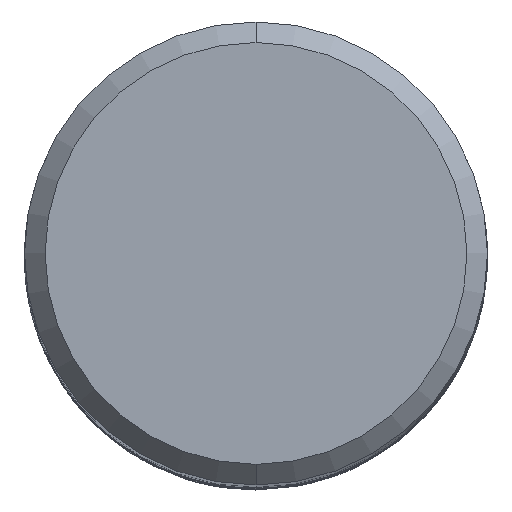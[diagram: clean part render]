
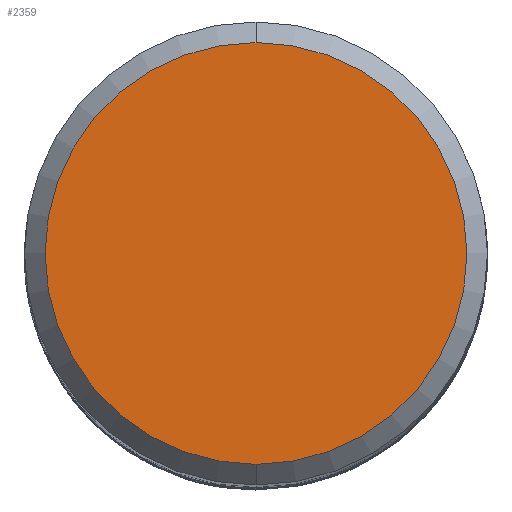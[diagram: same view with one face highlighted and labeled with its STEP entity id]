
A CAD part, top view. The second image highlights one B-rep face of the part: STEP entity #2359.
In plain terms, the highlighted planar face has unit normal (0, 0, 1).
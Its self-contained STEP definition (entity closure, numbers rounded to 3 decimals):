
#2359=ADVANCED_FACE('',(#5927),#5928,.T.);
#2573=VERTEX_POINT('',#6169);
#4233=VERTEX_POINT('',#7975);
#5051=EDGE_CURVE('',#2573,#4233,#8861,.T.);
#5127=EDGE_CURVE('',#4233,#2573,#8941,.T.);
#5927=FACE_OUTER_BOUND('',#15138,.T.);
#5928=PLANE('',#15139);
#6169=CARTESIAN_POINT('',(0.0,8.2,0.0));
#7975=CARTESIAN_POINT('',(0.,-8.2,0.0));
#8861=CIRCLE('',#62643,8.2);
#8941=CIRCLE('',#63524,8.2);
#15138=EDGE_LOOP('',(#66615,#66616));
#15139=AXIS2_PLACEMENT_3D('',#66617,#66618,#66619);
#62643=AXIS2_PLACEMENT_3D('',#69838,#69839,#69840);
#63524=AXIS2_PLACEMENT_3D('',#69899,#69900,#69901);
#66615=ORIENTED_EDGE('',*,*,#5051,.F.);
#66616=ORIENTED_EDGE('',*,*,#5127,.F.);
#66617=CARTESIAN_POINT('',(0.0,4.1,0.0));
#66618=DIRECTION('',(-0.0,0.0,1.0));
#66619=DIRECTION('',(0.0,-1.0,0.0));
#69838=CARTESIAN_POINT('',(0.0,0.0,0.0));
#69839=DIRECTION('',(0.0,0.0,-1.0));
#69840=DIRECTION('',(0.0,1.0,0.0));
#69899=CARTESIAN_POINT('',(0.0,0.0,0.0));
#69900=DIRECTION('',(0.0,0.0,-1.0));
#69901=DIRECTION('',(0.0,1.0,0.0));
